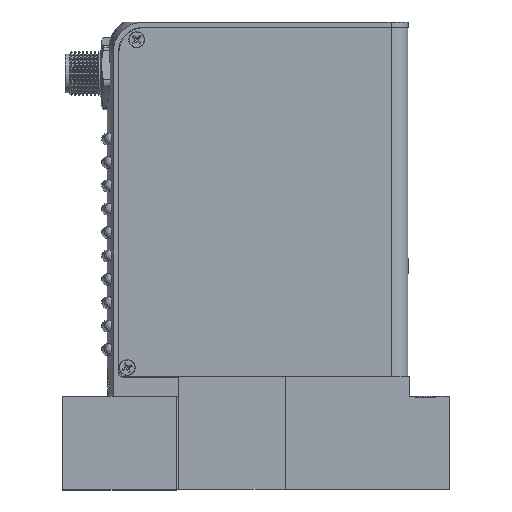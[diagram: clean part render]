
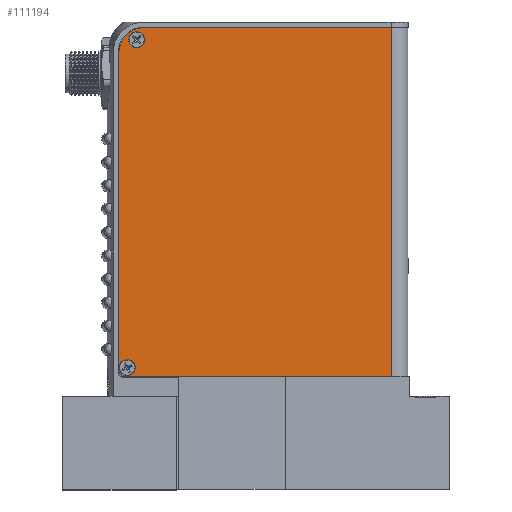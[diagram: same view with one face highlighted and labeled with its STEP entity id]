
A CAD part, top view. The second image highlights one B-rep face of the part: STEP entity #111194.
In plain terms, the highlighted planar face has unit normal (0, 0, 1).
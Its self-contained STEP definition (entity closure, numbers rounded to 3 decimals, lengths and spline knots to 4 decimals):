
#3135 = LINE ( 'NONE', #73878, #88692 ) ;
#4754 = DIRECTION ( 'NONE',  ( 1., 0., 0. ) ) ;
#7759 = ORIENTED_EDGE ( 'NONE', *, *, #26784, .T. ) ;
#8562 = VERTEX_POINT ( 'NONE', #80580 ) ;
#8853 = CIRCLE ( 'NONE', #86307, 0.086 ) ;
#9420 = LINE ( 'NONE', #21163, #12858 ) ;
#12858 = VECTOR ( 'NONE', #69037, 39.3701 ) ;
#13321 = DIRECTION ( 'NONE',  ( 0., 0., 1. ) ) ;
#14014 = EDGE_LOOP ( 'NONE', ( #39899, #54143 ) ) ;
#15116 = AXIS2_PLACEMENT_3D ( 'NONE', #103060, #13321, #53292 ) ;
#17488 = CARTESIAN_POINT ( 'NONE',  ( -1.7774, 4.6622, 0.56 ) ) ;
#20789 = PLANE ( 'NONE',  #51012 ) ;
#21163 = CARTESIAN_POINT ( 'NONE',  ( -1.7774, 4.9322, 0.56 ) ) ;
#22456 = DIRECTION ( 'NONE',  ( 0., 0., 1. ) ) ;
#24954 = EDGE_CURVE ( 'NONE', #82372, #59758, #8853, .T. ) ;
#25299 = EDGE_CURVE ( 'NONE', #49165, #8562, #27654, .T. ) ;
#25564 = ORIENTED_EDGE ( 'NONE', *, *, #65277, .T. ) ;
#26784 = EDGE_CURVE ( 'NONE', #91124, #114297, #55061, .T. ) ;
#27654 = CIRCLE ( 'NONE', #15116, 0.086 ) ;
#28736 = CIRCLE ( 'NONE', #101968, 0.086 ) ;
#35265 = CARTESIAN_POINT ( 'NONE',  ( 1.1416, 1.2012, 0.56 ) ) ;
#37168 = ORIENTED_EDGE ( 'NONE', *, *, #107116, .T. ) ;
#38100 = DIRECTION ( 'NONE',  ( -1., 0., 0. ) ) ;
#39899 = ORIENTED_EDGE ( 'NONE', *, *, #25299, .F. ) ;
#41891 = VERTEX_POINT ( 'NONE', #72409 ) ;
#41989 = EDGE_LOOP ( 'NONE', ( #121194, #103545 ) ) ;
#42320 = DIRECTION ( 'NONE',  ( 0., -1., 0. ) ) ;
#45729 = DIRECTION ( 'NONE',  ( 0., 0., 1. ) ) ;
#48813 = AXIS2_PLACEMENT_3D ( 'NONE', #66949, #127896, #38100 ) ;
#49165 = VERTEX_POINT ( 'NONE', #126993 ) ;
#51012 = AXIS2_PLACEMENT_3D ( 'NONE', #72498, #112457, #62684 ) ;
#52184 = DIRECTION ( 'NONE',  ( 0., 0., 1. ) ) ;
#53292 = DIRECTION ( 'NONE',  ( 0., -1., 0. ) ) ;
#54143 = ORIENTED_EDGE ( 'NONE', *, *, #89654, .F. ) ;
#55061 = CIRCLE ( 'NONE', #48813, 0.27 ) ;
#59244 = VERTEX_POINT ( 'NONE', #73544 ) ;
#59758 = VERTEX_POINT ( 'NONE', #75584 ) ;
#62684 = DIRECTION ( 'NONE',  ( -1., 0., 0. ) ) ;
#64374 = CARTESIAN_POINT ( 'NONE',  ( 1.1416, 4.9322, 0.56 ) ) ;
#65277 = EDGE_CURVE ( 'NONE', #41891, #59244, #101823, .T. ) ;
#66517 = EDGE_CURVE ( 'NONE', #59244, #124741, #85061, .T. ) ;
#66949 = CARTESIAN_POINT ( 'NONE',  ( -1.5074, 4.6622, 0.56 ) ) ;
#68456 = EDGE_LOOP ( 'NONE', ( #37168, #25564, #115696, #69466, #109567, #7759 ) ) ;
#69037 = DIRECTION ( 'NONE',  ( 0., -1., 0. ) ) ;
#69466 = ORIENTED_EDGE ( 'NONE', *, *, #78318, .F. ) ;
#72409 = CARTESIAN_POINT ( 'NONE',  ( -1.7774, 1.2642, 0.56 ) ) ;
#72498 = CARTESIAN_POINT ( 'NONE',  ( 1.1416, 4.9322, 0.56 ) ) ;
#73544 = CARTESIAN_POINT ( 'NONE',  ( -1.7144, 1.2012, 0.56 ) ) ;
#73878 = CARTESIAN_POINT ( 'NONE',  ( 1.1416, 4.9322, 0.56 ) ) ;
#74204 = CARTESIAN_POINT ( 'NONE',  ( 1.1416, 4.9322, 0.56 ) ) ;
#75229 = DIRECTION ( 'NONE',  ( 1., 0., 0. ) ) ;
#75584 = CARTESIAN_POINT ( 'NONE',  ( -1.6894, 1.3852, 0.56 ) ) ;
#78318 = EDGE_CURVE ( 'NONE', #122252, #124741, #3135, .T. ) ;
#78752 = EDGE_CURVE ( 'NONE', #91124, #122252, #114801, .T. ) ;
#79522 = CIRCLE ( 'NONE', #87847, 0.086 ) ;
#80580 = CARTESIAN_POINT ( 'NONE',  ( -1.5874, 4.8892, 0.56 ) ) ;
#82372 = VERTEX_POINT ( 'NONE', #88031 ) ;
#85061 = LINE ( 'NONE', #35265, #124739 ) ;
#86307 = AXIS2_PLACEMENT_3D ( 'NONE', #95499, #45729, #115128 ) ;
#87847 = AXIS2_PLACEMENT_3D ( 'NONE', #92760, #52184, #42320 ) ;
#88031 = CARTESIAN_POINT ( 'NONE',  ( -1.6894, 1.2132, 0.56 ) ) ;
#88692 = VECTOR ( 'NONE', #123012, 39.3701 ) ;
#89654 = EDGE_CURVE ( 'NONE', #8562, #49165, #79522, .T. ) ;
#91124 = VERTEX_POINT ( 'NONE', #121235 ) ;
#92760 = CARTESIAN_POINT ( 'NONE',  ( -1.5874, 4.8032, 0.56 ) ) ;
#95499 = CARTESIAN_POINT ( 'NONE',  ( -1.6894, 1.2992, 0.56 ) ) ;
#96366 = DIRECTION ( 'NONE',  ( 0., 0., 1. ) ) ;
#97634 = AXIS2_PLACEMENT_3D ( 'NONE', #106824, #96366, #127818 ) ;
#101823 = CIRCLE ( 'NONE', #97634, 0.063 ) ;
#101968 = AXIS2_PLACEMENT_3D ( 'NONE', #112208, #22456, #114785 ) ;
#101992 = FACE_BOUND ( 'NONE', #41989, .T. ) ;
#103060 = CARTESIAN_POINT ( 'NONE',  ( -1.5874, 4.8032, 0.56 ) ) ;
#103545 = ORIENTED_EDGE ( 'NONE', *, *, #122286, .F. ) ;
#106824 = CARTESIAN_POINT ( 'NONE',  ( -1.7144, 1.2642, 0.56 ) ) ;
#107116 = EDGE_CURVE ( 'NONE', #114297, #41891, #9420, .T. ) ;
#109567 = ORIENTED_EDGE ( 'NONE', *, *, #78752, .F. ) ;
#111194 = ADVANCED_FACE ( 'NONE', ( #119705, #122277, #101992 ), #20789, .F. ) ;
#111646 = VECTOR ( 'NONE', #4754, 39.3701 ) ;
#112208 = CARTESIAN_POINT ( 'NONE',  ( -1.6894, 1.2992, 0.56 ) ) ;
#112457 = DIRECTION ( 'NONE',  ( 0., 0., -1. ) ) ;
#114297 = VERTEX_POINT ( 'NONE', #17488 ) ;
#114785 = DIRECTION ( 'NONE',  ( 0., -1., 0. ) ) ;
#114801 = LINE ( 'NONE', #74204, #111646 ) ;
#115128 = DIRECTION ( 'NONE',  ( 0., -1., 0. ) ) ;
#115696 = ORIENTED_EDGE ( 'NONE', *, *, #66517, .T. ) ;
#119705 = FACE_OUTER_BOUND ( 'NONE', #68456, .T. ) ;
#121194 = ORIENTED_EDGE ( 'NONE', *, *, #24954, .F. ) ;
#121235 = CARTESIAN_POINT ( 'NONE',  ( -1.5074, 4.9322, 0.56 ) ) ;
#121874 = CARTESIAN_POINT ( 'NONE',  ( 1.1416, 1.2012, 0.56 ) ) ;
#122252 = VERTEX_POINT ( 'NONE', #64374 ) ;
#122277 = FACE_BOUND ( 'NONE', #14014, .T. ) ;
#122286 = EDGE_CURVE ( 'NONE', #59758, #82372, #28736, .T. ) ;
#123012 = DIRECTION ( 'NONE',  ( 0., -1., 0. ) ) ;
#124739 = VECTOR ( 'NONE', #75229, 39.3701 ) ;
#124741 = VERTEX_POINT ( 'NONE', #121874 ) ;
#126993 = CARTESIAN_POINT ( 'NONE',  ( -1.5874, 4.7172, 0.56 ) ) ;
#127818 = DIRECTION ( 'NONE',  ( -1., 0., 0. ) ) ;
#127896 = DIRECTION ( 'NONE',  ( 0., 0., 1. ) ) ;
